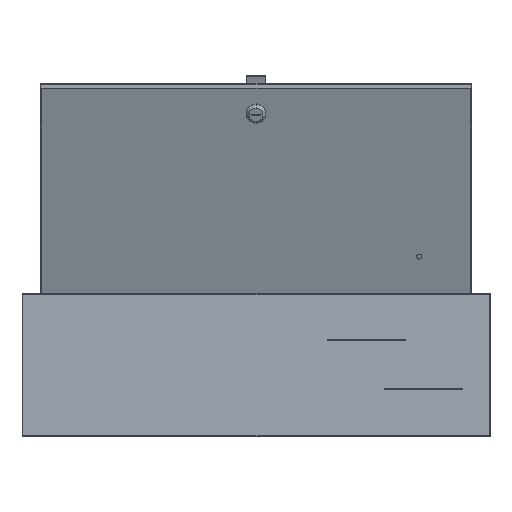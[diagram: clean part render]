
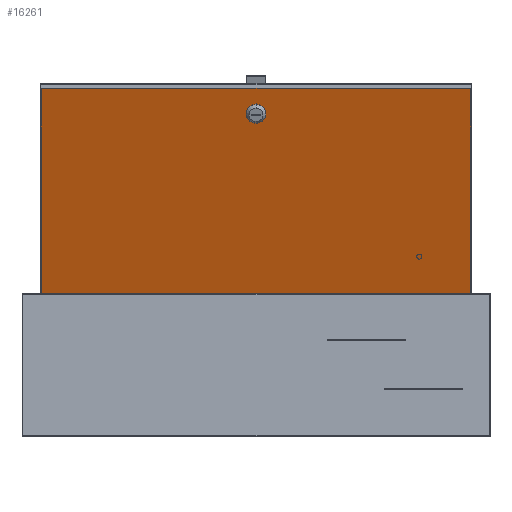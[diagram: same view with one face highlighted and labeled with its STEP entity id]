
A CAD part, left-side view. The second image highlights one B-rep face of the part: STEP entity #16261.
In plain terms, the highlighted face is planar.
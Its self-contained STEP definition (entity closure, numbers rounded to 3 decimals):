
#510 = VERTEX_POINT ( 'NONE', #9384 ) ;
#768 = LINE ( 'NONE', #1643, #12826 ) ;
#1296 = CARTESIAN_POINT ( 'NONE',  ( 0., 0., 0. ) ) ;
#1553 = CARTESIAN_POINT ( 'NONE',  ( -133.5, 248.5, 0. ) ) ;
#1643 = CARTESIAN_POINT ( 'NONE',  ( -133.5, 248.5, 0. ) ) ;
#3066 = ORIENTED_EDGE ( 'NONE', *, *, #6541, .T. ) ;
#3472 = DIRECTION ( 'NONE',  ( 1., 0., 0. ) ) ;
#3689 = EDGE_CURVE ( 'NONE', #16645, #10296, #14962, .T. ) ;
#3694 = EDGE_CURVE ( 'NONE', #10296, #16645, #11151, .T. ) ;
#4568 = ORIENTED_EDGE ( 'NONE', *, *, #3689, .F. ) ;
#4747 = DIRECTION ( 'NONE',  ( 0., 0., 1. ) ) ;
#5650 = DIRECTION ( 'NONE',  ( 0., 0., 1. ) ) ;
#5712 = CARTESIAN_POINT ( 'NONE',  ( -91., 0., 0. ) ) ;
#5726 = CARTESIAN_POINT ( 'NONE',  ( 133.5, 248.5, 0. ) ) ;
#5895 = CARTESIAN_POINT ( 'NONE',  ( -133.5, 248.5, 0. ) ) ;
#6397 = DIRECTION ( 'NONE',  ( -1., 0., 0. ) ) ;
#6541 = EDGE_CURVE ( 'NONE', #12997, #510, #14981, .T. ) ;
#6566 = AXIS2_PLACEMENT_3D ( 'NONE', #1296, #7809, #12287 ) ;
#7809 = DIRECTION ( 'NONE',  ( 0., 0., 1. ) ) ;
#8288 = CARTESIAN_POINT ( 'NONE',  ( 133.5, -248.5, 0. ) ) ;
#8413 = ORIENTED_EDGE ( 'NONE', *, *, #15482, .T. ) ;
#8453 = VERTEX_POINT ( 'NONE', #15679 ) ;
#8810 = VECTOR ( 'NONE', #3472, 1000. ) ;
#8910 = VECTOR ( 'NONE', #13611, 1000. ) ;
#9053 = EDGE_LOOP ( 'NONE', ( #4568, #15833 ) ) ;
#9164 = ORIENTED_EDGE ( 'NONE', *, *, #16369, .T. ) ;
#9384 = CARTESIAN_POINT ( 'NONE',  ( 133.5, 248.5, 0. ) ) ;
#9875 = VERTEX_POINT ( 'NONE', #1553 ) ;
#9928 = CARTESIAN_POINT ( 'NONE',  ( -114., 0., 0. ) ) ;
#10141 = AXIS2_PLACEMENT_3D ( 'NONE', #12497, #4747, #14590 ) ;
#10170 = PLANE ( 'NONE',  #6566 ) ;
#10296 = VERTEX_POINT ( 'NONE', #9928 ) ;
#10929 = LINE ( 'NONE', #5895, #8910 ) ;
#11151 = CIRCLE ( 'NONE', #16935, 11.5 ) ;
#11190 = LINE ( 'NONE', #13573, #8810 ) ;
#12287 = DIRECTION ( 'NONE',  ( 1., 0., 0. ) ) ;
#12497 = CARTESIAN_POINT ( 'NONE',  ( -102.5, 0., 0. ) ) ;
#12826 = VECTOR ( 'NONE', #6397, 1000. ) ;
#12997 = VERTEX_POINT ( 'NONE', #8288 ) ;
#13365 = DIRECTION ( 'NONE',  ( 1., 0., 0. ) ) ;
#13573 = CARTESIAN_POINT ( 'NONE',  ( -133.5, -248.5, 0. ) ) ;
#13611 = DIRECTION ( 'NONE',  ( 0., -1., 0. ) ) ;
#13767 = FACE_BOUND ( 'NONE', #9053, .T. ) ;
#13885 = EDGE_LOOP ( 'NONE', ( #16311, #8413, #3066, #9164 ) ) ;
#14365 = VECTOR ( 'NONE', #16810, 1000. ) ;
#14590 = DIRECTION ( 'NONE',  ( 1., 0., 0. ) ) ;
#14962 = CIRCLE ( 'NONE', #10141, 11.5 ) ;
#14981 = LINE ( 'NONE', #5726, #14365 ) ;
#15482 = EDGE_CURVE ( 'NONE', #8453, #12997, #11190, .T. ) ;
#15610 = EDGE_CURVE ( 'NONE', #9875, #8453, #10929, .T. ) ;
#15679 = CARTESIAN_POINT ( 'NONE',  ( -133.5, -248.5, 0. ) ) ;
#15833 = ORIENTED_EDGE ( 'NONE', *, *, #3694, .F. ) ;
#16261 = ADVANCED_FACE ( 'NONE', ( #13767, #16827 ), #10170, .T. ) ;
#16311 = ORIENTED_EDGE ( 'NONE', *, *, #15610, .T. ) ;
#16369 = EDGE_CURVE ( 'NONE', #510, #9875, #768, .T. ) ;
#16645 = VERTEX_POINT ( 'NONE', #5712 ) ;
#16810 = DIRECTION ( 'NONE',  ( 0., 1., 0. ) ) ;
#16827 = FACE_OUTER_BOUND ( 'NONE', #13885, .T. ) ;
#16935 = AXIS2_PLACEMENT_3D ( 'NONE', #17285, #5650, #13365 ) ;
#17285 = CARTESIAN_POINT ( 'NONE',  ( -102.5, 0., 0. ) ) ;
